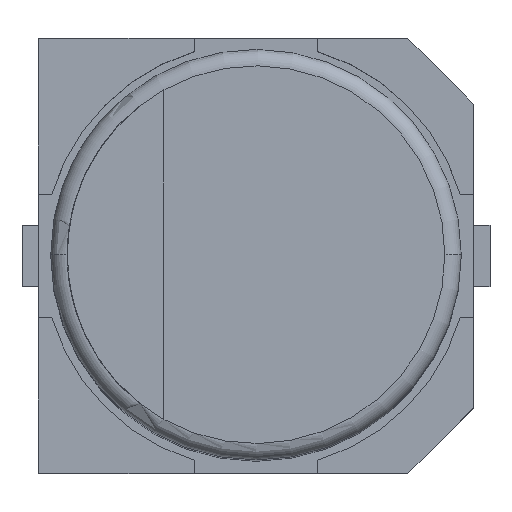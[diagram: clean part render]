
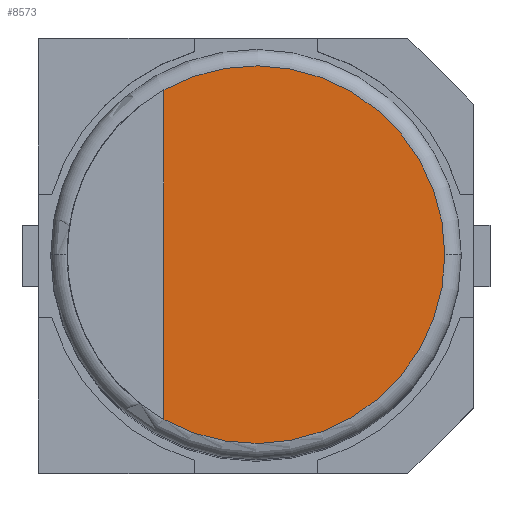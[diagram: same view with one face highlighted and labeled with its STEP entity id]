
A CAD part, top view. The second image highlights one B-rep face of the part: STEP entity #8573.
In plain terms, the highlighted planar face has unit normal (0, 0, 1).
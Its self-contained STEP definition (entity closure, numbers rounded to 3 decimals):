
#65 = CIRCLE ( 'NONE', #3186, 2.3 ) ;
#368 = AXIS2_PLACEMENT_3D ( 'NONE', #5565, #7829, #12099 ) ;
#1460 = CARTESIAN_POINT ( 'NONE',  ( -1.121, -2.008, 10. ) ) ;
#1613 = CARTESIAN_POINT ( 'NONE',  ( 2.3, 0., 10. ) ) ;
#2113 = DIRECTION ( 'NONE',  ( 0., 1., 0. ) ) ;
#2459 = EDGE_CURVE ( 'NONE', #4135, #12505, #65, .T. ) ;
#3186 = AXIS2_PLACEMENT_3D ( 'NONE', #3895, #8043, #4858 ) ;
#3895 = CARTESIAN_POINT ( 'NONE',  ( 0., 0., 10. ) ) ;
#4135 = VERTEX_POINT ( 'NONE', #1460 ) ;
#4406 = VERTEX_POINT ( 'NONE', #6094 ) ;
#4791 = AXIS2_PLACEMENT_3D ( 'NONE', #13633, #12241, #9318 ) ;
#4858 = DIRECTION ( 'NONE',  ( 1., 0., 0. ) ) ;
#5565 = CARTESIAN_POINT ( 'NONE',  ( 0., 0., 10. ) ) ;
#6094 = CARTESIAN_POINT ( 'NONE',  ( -1.121, 2.008, 10. ) ) ;
#6611 = ORIENTED_EDGE ( 'NONE', *, *, #9075, .F. ) ;
#7221 = CARTESIAN_POINT ( 'NONE',  ( -1.121, 2.008, 10. ) ) ;
#7241 = EDGE_LOOP ( 'NONE', ( #6611, #9264, #7675 ) ) ;
#7675 = ORIENTED_EDGE ( 'NONE', *, *, #8932, .T. ) ;
#7829 = DIRECTION ( 'NONE',  ( 0., 0., 1. ) ) ;
#8043 = DIRECTION ( 'NONE',  ( 0., 0., 1. ) ) ;
#8101 = CIRCLE ( 'NONE', #368, 2.3 ) ;
#8573 = ADVANCED_FACE ( 'NONE', ( #10967 ), #8898, .T. ) ;
#8898 = PLANE ( 'NONE',  #4791 ) ;
#8932 = EDGE_CURVE ( 'NONE', #12505, #4406, #8101, .T. ) ;
#9075 = EDGE_CURVE ( 'NONE', #4135, #4406, #9390, .T. ) ;
#9264 = ORIENTED_EDGE ( 'NONE', *, *, #2459, .T. ) ;
#9318 = DIRECTION ( 'NONE',  ( 1., 0., 0. ) ) ;
#9390 = LINE ( 'NONE', #7221, #10771 ) ;
#10771 = VECTOR ( 'NONE', #2113, 1000. ) ;
#10967 = FACE_OUTER_BOUND ( 'NONE', #7241, .T. ) ;
#12099 = DIRECTION ( 'NONE',  ( 1., 0., 0. ) ) ;
#12241 = DIRECTION ( 'NONE',  ( 0., 0., 1. ) ) ;
#12505 = VERTEX_POINT ( 'NONE', #1613 ) ;
#13633 = CARTESIAN_POINT ( 'NONE',  ( 0., 0., 10. ) ) ;
